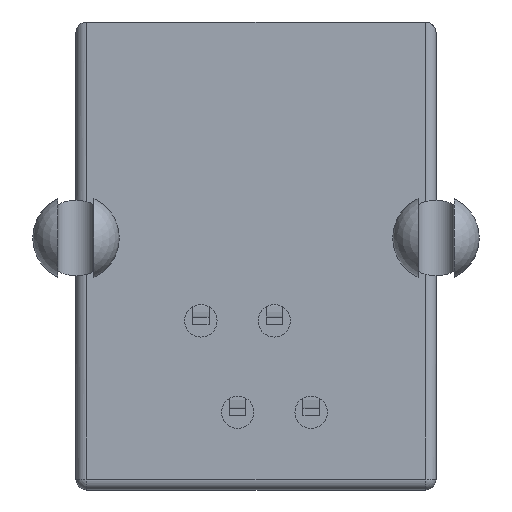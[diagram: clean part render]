
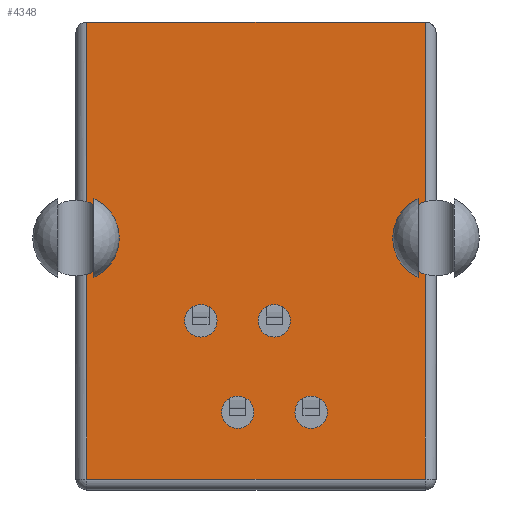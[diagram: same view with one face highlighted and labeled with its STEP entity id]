
A CAD part, front view. The second image highlights one B-rep face of the part: STEP entity #4348.
In plain terms, the highlighted planar face has unit normal (0, -1, 0).
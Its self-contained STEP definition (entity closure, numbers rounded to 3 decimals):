
#178 = CARTESIAN_POINT ( 'NONE',  ( -0.51, 0., -4.79 ) ) ;
#179 = DIRECTION ( 'NONE',  ( 0., 0., -1. ) ) ;
#180 = DIRECTION ( 'NONE',  ( 0., -1., 0. ) ) ;
#181 = CARTESIAN_POINT ( 'NONE',  ( -0.51, 0., -4.34 ) ) ;
#182 = AXIS2_PLACEMENT_3D ( 'NONE', #181, #180, #179 ) ;
#186 = CIRCLE ( 'NONE', #182, 0.45 ) ;
#209 = CARTESIAN_POINT ( 'NONE',  ( 4.7, 0., 6.5 ) ) ;
#212 = CARTESIAN_POINT ( 'NONE',  ( 0.51, 0., -1.35 ) ) ;
#237 = CARTESIAN_POINT ( 'NONE',  ( -1.53, 0., -2.25 ) ) ;
#311 = CARTESIAN_POINT ( 'NONE',  ( 0.51, 0., -2.25 ) ) ;
#312 = DIRECTION ( 'NONE',  ( 0., 0., -1. ) ) ;
#313 = DIRECTION ( 'NONE',  ( 0., -1., 0. ) ) ;
#314 = CARTESIAN_POINT ( 'NONE',  ( 0.51, 0., -1.8 ) ) ;
#315 = AXIS2_PLACEMENT_3D ( 'NONE', #314, #313, #312 ) ;
#316 = CIRCLE ( 'NONE', #315, 0.45 ) ;
#370 = CARTESIAN_POINT ( 'NONE',  ( -4.7, 0., 6.5 ) ) ;
#424 = DIRECTION ( 'NONE',  ( 0., 0., -1. ) ) ;
#425 = DIRECTION ( 'NONE',  ( 0., -1., 0. ) ) ;
#426 = CARTESIAN_POINT ( 'NONE',  ( -1.53, 0., -1.8 ) ) ;
#427 = AXIS2_PLACEMENT_3D ( 'NONE', #426, #425, #424 ) ;
#428 = CIRCLE ( 'NONE', #427, 0.45 ) ;
#429 = DIRECTION ( 'NONE',  ( 0., 0., -1. ) ) ;
#430 = DIRECTION ( 'NONE',  ( 0., -1., 0. ) ) ;
#431 = CARTESIAN_POINT ( 'NONE',  ( -0.51, 0., -4.34 ) ) ;
#432 = AXIS2_PLACEMENT_3D ( 'NONE', #431, #430, #429 ) ;
#433 = CIRCLE ( 'NONE', #432, 0.45 ) ;
#434 = DIRECTION ( 'NONE',  ( 0., 0., -1. ) ) ;
#435 = VECTOR ( 'NONE', #434, 1000. ) ;
#436 = CARTESIAN_POINT ( 'NONE',  ( -4.7, 0., 1.55 ) ) ;
#437 = LINE ( 'NONE', #436, #435 ) ;
#1871 = CARTESIAN_POINT ( 'NONE',  ( 4.7, 0., 1.506 ) ) ;
#1872 = DIRECTION ( 'NONE',  ( 0., 0., -1. ) ) ;
#1873 = DIRECTION ( 'NONE',  ( 0., -1., 0. ) ) ;
#1874 = CARTESIAN_POINT ( 'NONE',  ( 5., 0., 0.5 ) ) ;
#1875 = AXIS2_PLACEMENT_3D ( 'NONE', #1874, #1873, #1872 ) ;
#1876 = CIRCLE ( 'NONE', #1875, 1.05 ) ;
#1882 = CARTESIAN_POINT ( 'NONE',  ( 4.7, 0., -0.506 ) ) ;
#1955 = DIRECTION ( 'NONE',  ( 0., 0., 1. ) ) ;
#1956 = VECTOR ( 'NONE', #1955, 1000. ) ;
#1957 = CARTESIAN_POINT ( 'NONE',  ( 4.7, 0., -0.55 ) ) ;
#1958 = LINE ( 'NONE', #1957, #1956 ) ;
#2178 = DIRECTION ( 'NONE',  ( 0., 0., 1. ) ) ;
#2179 = VECTOR ( 'NONE', #2178, 1000. ) ;
#2180 = CARTESIAN_POINT ( 'NONE',  ( 4.7, 0., 6.5 ) ) ;
#2182 = LINE ( 'NONE', #2180, #2179 ) ;
#3500 = CARTESIAN_POINT ( 'NONE',  ( -0.51, 0., -3.89 ) ) ;
#3654 = CARTESIAN_POINT ( 'NONE',  ( -1.53, 0., -1.35 ) ) ;
#3986 = EDGE_CURVE ( 'NONE', #4015, #4342, #6560, .T. ) ;
#4015 = VERTEX_POINT ( 'NONE', #6820 ) ;
#4183 = EDGE_CURVE ( 'NONE', #4206, #4184, #186, .T. ) ;
#4184 = VERTEX_POINT ( 'NONE', #178 ) ;
#4194 = VERTEX_POINT ( 'NONE', #237 ) ;
#4206 = VERTEX_POINT ( 'NONE', #3500 ) ;
#4307 = VERTEX_POINT ( 'NONE', #3654 ) ;
#4326 = EDGE_CURVE ( 'NONE', #4410, #4347, #6678, .T. ) ;
#4327 = EDGE_CURVE ( 'NONE', #4015, #4375, #6889, .T. ) ;
#4328 = EDGE_LOOP ( 'NONE', ( #4498, #4500 ) ) ;
#4330 = EDGE_LOOP ( 'NONE', ( #4501, #4503 ) ) ;
#4331 = EDGE_LOOP ( 'NONE', ( #4349, #4351 ) ) ;
#4336 = ORIENTED_EDGE ( 'NONE', *, *, #4337, .F. ) ;
#4337 = EDGE_CURVE ( 'NONE', #4449, #4434, #6876, .T. ) ;
#4338 = ORIENTED_EDGE ( 'NONE', *, *, #4448, .F. ) ;
#4339 = EDGE_CURVE ( 'NONE', #4307, #4194, #6871, .T. ) ;
#4342 = VERTEX_POINT ( 'NONE', #6866 ) ;
#4347 = VERTEX_POINT ( 'NONE', #6917 ) ;
#4348 = ADVANCED_FACE ( 'NONE', ( #6916, #6915, #6914, #6913, #6912 ), #6896, .T. ) ;
#4349 = ORIENTED_EDGE ( 'NONE', *, *, #4350, .F. ) ;
#4350 = EDGE_CURVE ( 'NONE', #4347, #4410, #6895, .T. ) ;
#4351 = ORIENTED_EDGE ( 'NONE', *, *, #4326, .F. ) ;
#4372 = ORIENTED_EDGE ( 'NONE', *, *, #4374, .T. ) ;
#4373 = VERTEX_POINT ( 'NONE', #6999 ) ;
#4374 = EDGE_CURVE ( 'NONE', #4375, #4373, #6998, .T. ) ;
#4375 = VERTEX_POINT ( 'NONE', #6994 ) ;
#4376 = ORIENTED_EDGE ( 'NONE', *, *, #4327, .T. ) ;
#4393 = EDGE_CURVE ( 'NONE', #4477, #4436, #7029, .T. ) ;
#4410 = VERTEX_POINT ( 'NONE', #7040 ) ;
#4434 = VERTEX_POINT ( 'NONE', #212 ) ;
#4436 = VERTEX_POINT ( 'NONE', #209 ) ;
#4448 = EDGE_CURVE ( 'NONE', #4434, #4449, #316, .T. ) ;
#4449 = VERTEX_POINT ( 'NONE', #311 ) ;
#4477 = VERTEX_POINT ( 'NONE', #370 ) ;
#4493 = EDGE_LOOP ( 'NONE', ( #4494, #4495, #4497, #4376, #4372, #5723, #5693, #5696 ) ) ;
#4494 = ORIENTED_EDGE ( 'NONE', *, *, #4393, .F. ) ;
#4495 = ORIENTED_EDGE ( 'NONE', *, *, #4496, .T. ) ;
#4496 = EDGE_CURVE ( 'NONE', #4477, #4342, #437, .T. ) ;
#4497 = ORIENTED_EDGE ( 'NONE', *, *, #3986, .F. ) ;
#4498 = ORIENTED_EDGE ( 'NONE', *, *, #4499, .F. ) ;
#4499 = EDGE_CURVE ( 'NONE', #4184, #4206, #433, .T. ) ;
#4500 = ORIENTED_EDGE ( 'NONE', *, *, #4183, .F. ) ;
#4501 = ORIENTED_EDGE ( 'NONE', *, *, #4502, .F. ) ;
#4502 = EDGE_CURVE ( 'NONE', #4194, #4307, #428, .T. ) ;
#4503 = ORIENTED_EDGE ( 'NONE', *, *, #4339, .F. ) ;
#4504 = EDGE_LOOP ( 'NONE', ( #4336, #4338 ) ) ;
#5692 = VERTEX_POINT ( 'NONE', #1882 ) ;
#5693 = ORIENTED_EDGE ( 'NONE', *, *, #5694, .F. ) ;
#5694 = EDGE_CURVE ( 'NONE', #5695, #5692, #1876, .T. ) ;
#5695 = VERTEX_POINT ( 'NONE', #1871 ) ;
#5696 = ORIENTED_EDGE ( 'NONE', *, *, #5812, .T. ) ;
#5723 = ORIENTED_EDGE ( 'NONE', *, *, #5724, .T. ) ;
#5724 = EDGE_CURVE ( 'NONE', #4373, #5692, #1958, .T. ) ;
#5812 = EDGE_CURVE ( 'NONE', #5695, #4436, #2182, .T. ) ;
#6550 = DIRECTION ( 'NONE',  ( 0., 0., -1. ) ) ;
#6551 = DIRECTION ( 'NONE',  ( 0., -1., 0. ) ) ;
#6558 = CARTESIAN_POINT ( 'NONE',  ( -5., 0., 0.5 ) ) ;
#6559 = AXIS2_PLACEMENT_3D ( 'NONE', #6558, #6551, #6550 ) ;
#6560 = CIRCLE ( 'NONE', #6559, 1.05 ) ;
#6675 = AXIS2_PLACEMENT_3D ( 'NONE', #6676, #6677, #6679 ) ;
#6676 = CARTESIAN_POINT ( 'NONE',  ( 1.53, 0., -4.34 ) ) ;
#6677 = DIRECTION ( 'NONE',  ( 0., -1., 0. ) ) ;
#6678 = CIRCLE ( 'NONE', #6675, 0.45 ) ;
#6679 = DIRECTION ( 'NONE',  ( 0., 0., -1. ) ) ;
#6820 = CARTESIAN_POINT ( 'NONE',  ( -4.7, 0., -0.506 ) ) ;
#6866 = CARTESIAN_POINT ( 'NONE',  ( -4.7, 0., 1.506 ) ) ;
#6867 = DIRECTION ( 'NONE',  ( 0., 0., -1. ) ) ;
#6868 = DIRECTION ( 'NONE',  ( 0., -1., 0. ) ) ;
#6869 = CARTESIAN_POINT ( 'NONE',  ( -1.53, 0., -1.8 ) ) ;
#6870 = AXIS2_PLACEMENT_3D ( 'NONE', #6869, #6868, #6867 ) ;
#6871 = CIRCLE ( 'NONE', #6870, 0.45 ) ;
#6872 = DIRECTION ( 'NONE',  ( 0., 0., -1. ) ) ;
#6873 = DIRECTION ( 'NONE',  ( 0., -1., 0. ) ) ;
#6874 = CARTESIAN_POINT ( 'NONE',  ( 0.51, 0., -1.8 ) ) ;
#6875 = AXIS2_PLACEMENT_3D ( 'NONE', #6874, #6873, #6872 ) ;
#6876 = CIRCLE ( 'NONE', #6875, 0.45 ) ;
#6886 = DIRECTION ( 'NONE',  ( 0., 0., -1. ) ) ;
#6887 = VECTOR ( 'NONE', #6886, 1000. ) ;
#6888 = CARTESIAN_POINT ( 'NONE',  ( -4.7, 0., -6.5 ) ) ;
#6889 = LINE ( 'NONE', #6888, #6887 ) ;
#6890 = CARTESIAN_POINT ( 'NONE',  ( 1.53, 0., -4.34 ) ) ;
#6891 = DIRECTION ( 'NONE',  ( 0., 0., -1. ) ) ;
#6892 = DIRECTION ( 'NONE',  ( 0., -1., 0. ) ) ;
#6893 = CARTESIAN_POINT ( 'NONE',  ( 5., 0., -6.5 ) ) ;
#6894 = AXIS2_PLACEMENT_3D ( 'NONE', #6893, #6892, #6891 ) ;
#6895 = CIRCLE ( 'NONE', #6940, 0.45 ) ;
#6896 = PLANE ( 'NONE',  #6894 ) ;
#6912 = FACE_OUTER_BOUND ( 'NONE', #4493, .T. ) ;
#6913 = FACE_BOUND ( 'NONE', #4504, .T. ) ;
#6914 = FACE_BOUND ( 'NONE', #4330, .T. ) ;
#6915 = FACE_BOUND ( 'NONE', #4328, .T. ) ;
#6916 = FACE_BOUND ( 'NONE', #4331, .T. ) ;
#6917 = CARTESIAN_POINT ( 'NONE',  ( 1.53, 0., -4.79 ) ) ;
#6938 = DIRECTION ( 'NONE',  ( 0., 0., -1. ) ) ;
#6939 = DIRECTION ( 'NONE',  ( 0., -1., 0. ) ) ;
#6940 = AXIS2_PLACEMENT_3D ( 'NONE', #6890, #6939, #6938 ) ;
#6994 = CARTESIAN_POINT ( 'NONE',  ( -4.7, 0., -6.2 ) ) ;
#6995 = DIRECTION ( 'NONE',  ( 1., 0., 0. ) ) ;
#6996 = VECTOR ( 'NONE', #6995, 1000. ) ;
#6997 = CARTESIAN_POINT ( 'NONE',  ( 5., 0., -6.2 ) ) ;
#6998 = LINE ( 'NONE', #6997, #6996 ) ;
#6999 = CARTESIAN_POINT ( 'NONE',  ( 4.7, 0., -6.2 ) ) ;
#7026 = DIRECTION ( 'NONE',  ( 1., 0., 0. ) ) ;
#7027 = VECTOR ( 'NONE', #7026, 1000. ) ;
#7028 = CARTESIAN_POINT ( 'NONE',  ( -5., 0., 6.5 ) ) ;
#7029 = LINE ( 'NONE', #7028, #7027 ) ;
#7040 = CARTESIAN_POINT ( 'NONE',  ( 1.53, 0., -3.89 ) ) ;
